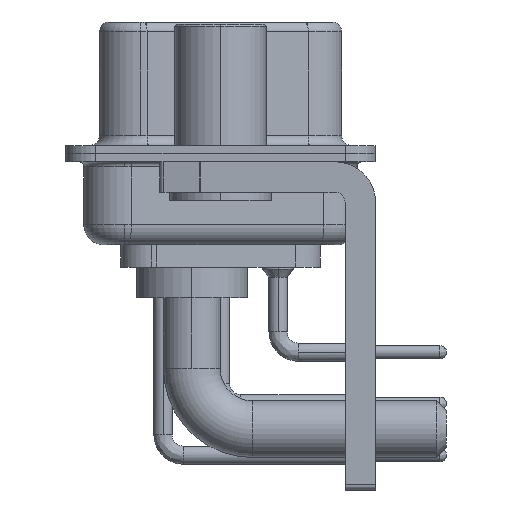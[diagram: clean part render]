
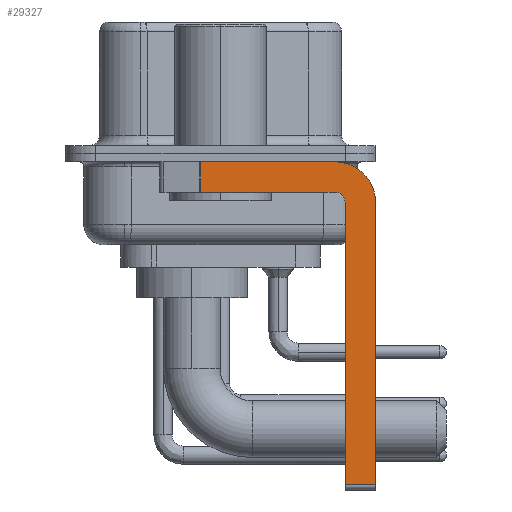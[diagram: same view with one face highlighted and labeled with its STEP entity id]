
A CAD part, left-side view. The second image highlights one B-rep face of the part: STEP entity #29327.
In plain terms, the highlighted planar face has unit normal (-1, 0, 0).
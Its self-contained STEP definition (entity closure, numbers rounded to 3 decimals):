
#453 = DIRECTION ( 'NONE',  ( 1., 0., 0. ) ) ;
#2702 = VERTEX_POINT ( 'NONE', #34507 ) ;
#2747 = EDGE_CURVE ( 'NONE', #18522, #31220, #8174, .T. ) ;
#4190 = VECTOR ( 'NONE', #12962, 1000. ) ;
#6418 = EDGE_CURVE ( 'NONE', #36691, #24684, #31550, .T. ) ;
#6445 = DIRECTION ( 'NONE',  ( 0., 0., 1. ) ) ;
#6623 = CARTESIAN_POINT ( 'NONE',  ( -2.9, -5.65, -2.4 ) ) ;
#7028 = CARTESIAN_POINT ( 'NONE',  ( -2.9, -5.65, -1.9 ) ) ;
#8174 = CIRCLE ( 'NONE', #36642, 0.5 ) ;
#8416 = EDGE_CURVE ( 'NONE', #2702, #13568, #36211, .T. ) ;
#8936 = CARTESIAN_POINT ( 'NONE',  ( -2.9, -6.15, -2.4 ) ) ;
#10619 = CARTESIAN_POINT ( 'NONE',  ( -2.9, -5.65, -1.9 ) ) ;
#11412 = CARTESIAN_POINT ( 'NONE',  ( -2.9, 0.978, -1.9 ) ) ;
#12399 = ORIENTED_EDGE ( 'NONE', *, *, #23533, .F. ) ;
#12522 = LINE ( 'NONE', #15854, #34600 ) ;
#12703 = DIRECTION ( 'NONE',  ( 0., 0., 1. ) ) ;
#12962 = DIRECTION ( 'NONE',  ( 0., -1., 0. ) ) ;
#13568 = VERTEX_POINT ( 'NONE', #27784 ) ;
#14369 = ORIENTED_EDGE ( 'NONE', *, *, #6418, .T. ) ;
#14946 = AXIS2_PLACEMENT_3D ( 'NONE', #25916, #453, #29244 ) ;
#15242 = FACE_OUTER_BOUND ( 'NONE', #22090, .T. ) ;
#15327 = DIRECTION ( 'NONE',  ( 0., 0., -1. ) ) ;
#15854 = CARTESIAN_POINT ( 'NONE',  ( -2.9, -6.15, -16.6 ) ) ;
#16485 = LINE ( 'NONE', #18541, #4190 ) ;
#17903 = CARTESIAN_POINT ( 'NONE',  ( -2.9, -6.15, -16.35 ) ) ;
#17919 = ORIENTED_EDGE ( 'NONE', *, *, #20686, .F. ) ;
#18444 = LINE ( 'NONE', #10619, #24591 ) ;
#18522 = VERTEX_POINT ( 'NONE', #8936 ) ;
#18541 = CARTESIAN_POINT ( 'NONE',  ( -2.9, -5.65, -16.35 ) ) ;
#20686 = EDGE_CURVE ( 'NONE', #36691, #29048, #32393, .T. ) ;
#22090 = EDGE_LOOP ( 'NONE', ( #17919, #14369, #32786, #31120, #12399, #25132, #22841, #24290 ) ) ;
#22137 = CARTESIAN_POINT ( 'NONE',  ( -2.9, -5.65, -0.4 ) ) ;
#22841 = ORIENTED_EDGE ( 'NONE', *, *, #8416, .F. ) ;
#23533 = EDGE_CURVE ( 'NONE', #32114, #18522, #12522, .T. ) ;
#23733 = VECTOR ( 'NONE', #33435, 1000. ) ;
#24290 = ORIENTED_EDGE ( 'NONE', *, *, #32125, .F. ) ;
#24591 = VECTOR ( 'NONE', #28081, 1000. ) ;
#24684 = VERTEX_POINT ( 'NONE', #11412 ) ;
#25008 = CIRCLE ( 'NONE', #14946, 2. ) ;
#25073 = CARTESIAN_POINT ( 'NONE',  ( -2.9, -7.65, -2.4 ) ) ;
#25132 = ORIENTED_EDGE ( 'NONE', *, *, #31412, .T. ) ;
#25916 = CARTESIAN_POINT ( 'NONE',  ( -2.9, -5.65, -2.4 ) ) ;
#25963 = DIRECTION ( 'NONE',  ( -1., 0., 0. ) ) ;
#26226 = CARTESIAN_POINT ( 'NONE',  ( -2.9, -5.65, -2.4 ) ) ;
#26388 = EDGE_CURVE ( 'NONE', #31220, #24684, #18444, .T. ) ;
#26575 = DIRECTION ( 'NONE',  ( 1., 0., 0. ) ) ;
#27784 = CARTESIAN_POINT ( 'NONE',  ( -2.9, -7.65, -16.35 ) ) ;
#27794 = AXIS2_PLACEMENT_3D ( 'NONE', #26226, #26575, #32520 ) ;
#28081 = DIRECTION ( 'NONE',  ( 0., 1., 0. ) ) ;
#28957 = VECTOR ( 'NONE', #15327, 1000. ) ;
#29048 = VERTEX_POINT ( 'NONE', #22137 ) ;
#29244 = DIRECTION ( 'NONE',  ( 0., 0., -1. ) ) ;
#29327 = ADVANCED_FACE ( 'NONE', ( #15242 ), #32341, .F. ) ;
#29421 = CARTESIAN_POINT ( 'NONE',  ( -2.9, 3., -0.4 ) ) ;
#31120 = ORIENTED_EDGE ( 'NONE', *, *, #2747, .F. ) ;
#31220 = VERTEX_POINT ( 'NONE', #7028 ) ;
#31412 = EDGE_CURVE ( 'NONE', #32114, #13568, #16485, .T. ) ;
#31550 = LINE ( 'NONE', #33964, #28957 ) ;
#32046 = VECTOR ( 'NONE', #35172, 1000. ) ;
#32114 = VERTEX_POINT ( 'NONE', #17903 ) ;
#32125 = EDGE_CURVE ( 'NONE', #29048, #2702, #25008, .T. ) ;
#32341 = PLANE ( 'NONE',  #27794 ) ;
#32393 = LINE ( 'NONE', #29421, #32046 ) ;
#32520 = DIRECTION ( 'NONE',  ( 0., 0., -1. ) ) ;
#32786 = ORIENTED_EDGE ( 'NONE', *, *, #26388, .F. ) ;
#33435 = DIRECTION ( 'NONE',  ( 0., 0., -1. ) ) ;
#33964 = CARTESIAN_POINT ( 'NONE',  ( -2.9, 0.978, -1.9 ) ) ;
#34507 = CARTESIAN_POINT ( 'NONE',  ( -2.9, -7.65, -2.4 ) ) ;
#34600 = VECTOR ( 'NONE', #12703, 1000. ) ;
#35172 = DIRECTION ( 'NONE',  ( 0., -1., 0. ) ) ;
#36211 = LINE ( 'NONE', #25073, #23733 ) ;
#36642 = AXIS2_PLACEMENT_3D ( 'NONE', #6623, #25963, #6445 ) ;
#36648 = CARTESIAN_POINT ( 'NONE',  ( -2.9, 0.978, -0.4 ) ) ;
#36691 = VERTEX_POINT ( 'NONE', #36648 ) ;
